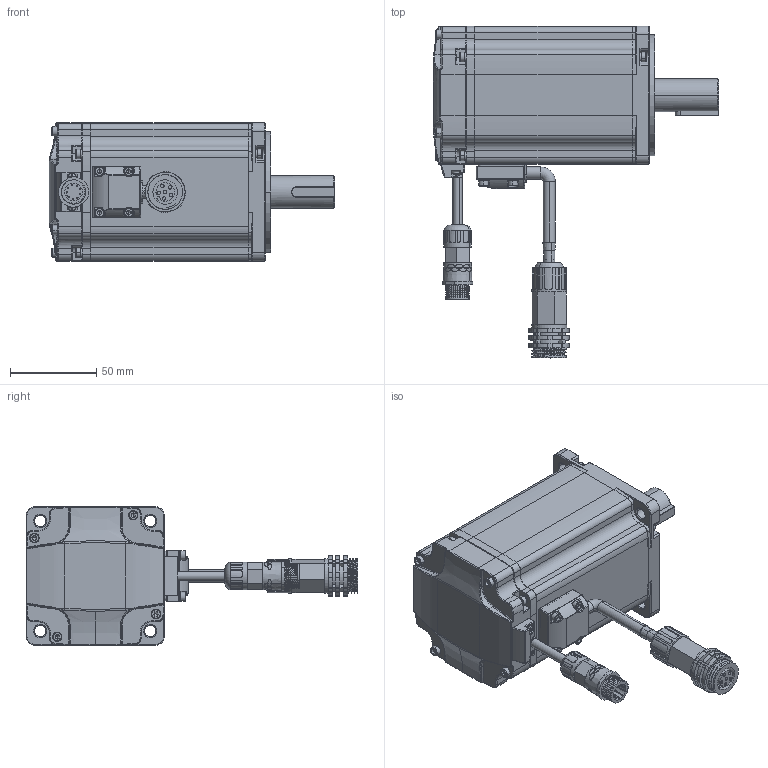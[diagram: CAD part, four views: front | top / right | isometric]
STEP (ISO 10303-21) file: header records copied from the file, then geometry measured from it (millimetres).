
FILE_DESCRIPTION (( 'STEP AP203' ), '1' );
FILE_NAME ('MXL-10A0830LA222.STEP', '2022-08-04T02:31:47', ( '' ), ( '' ), 'SwSTEP 2.0', 'SolidWorks 2018', '' );
FILE_SCHEMA (( 'CONFIG_CONTROL_DESIGN' ));
Products named in the file (1): MXL-10A0830LA222
Bounding box: 165 x 191.99 x 80 mm (x, y, z)
Volume: 288649 mm3; surface area: 149461.7 mm2
Topology: 66 solids, 66 shells, 2399 faces, 5783 edges, 3548 vertices
Faces by surface type: plane 913, cylinder 798, torus 239, cone 210, bspline 190, sphere 49
Entity records: 94572 total; most frequent: CARTESIAN_POINT 39229, DIRECTION 11795, ORIENTED_EDGE 11418, EDGE_CURVE 5709, AXIS2_PLACEMENT_3D 4652, VERTEX_POINT 3547, EDGE_LOOP 2618, LINE 2491
